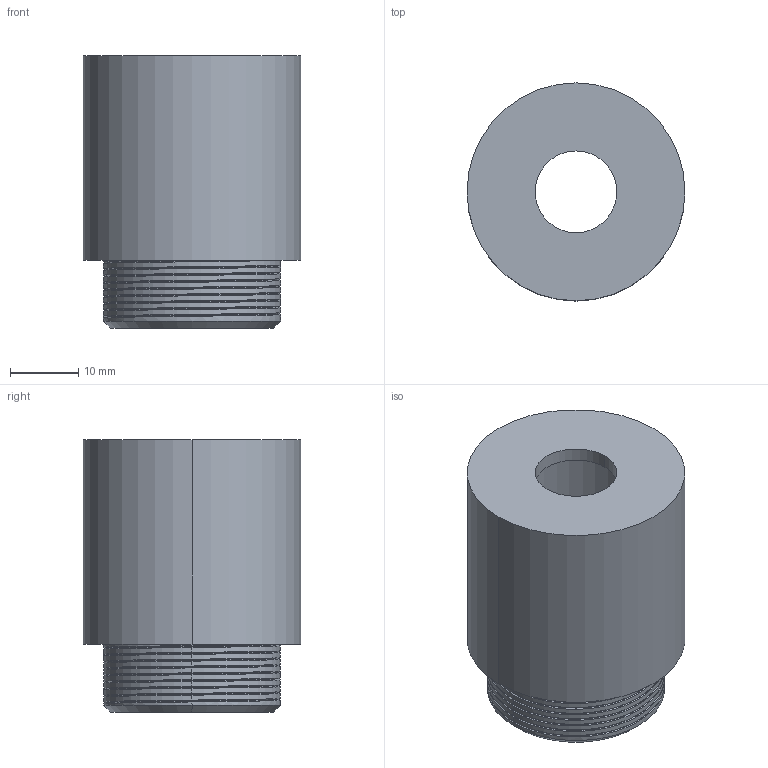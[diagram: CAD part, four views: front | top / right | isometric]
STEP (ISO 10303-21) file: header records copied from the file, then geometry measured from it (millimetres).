
FILE_DESCRIPTION (( 'STEP AP214' ), '1' );
FILE_NAME ('yivli son.STEP', '2022-10-04T11:07:59', ( '' ), ( '' ), 'SwSTEP 2.0', 'SolidWorks 2021', '' );
FILE_SCHEMA (( 'AUTOMOTIVE_DESIGN' ));
Length unit declared in the file: millimetre
Products named in the file (1): yivli son
Bounding box: 32 x 32 x 40 mm (x, y, z)
Volume: 14695.1 mm3; surface area: 8076.9 mm2
Topology: 1 solids, 1 shells, 40 faces, 99 edges, 63 vertices
Faces by surface type: cylinder 29, plane 6, bspline 3, cone 2
Entity records: 2672 total; most frequent: CARTESIAN_POINT 1808, ORIENTED_EDGE 198, DIRECTION 151, EDGE_CURVE 99, VERTEX_POINT 63, AXIS2_PLACEMENT_3D 57, EDGE_LOOP 44, FACE_OUTER_BOUND 40
